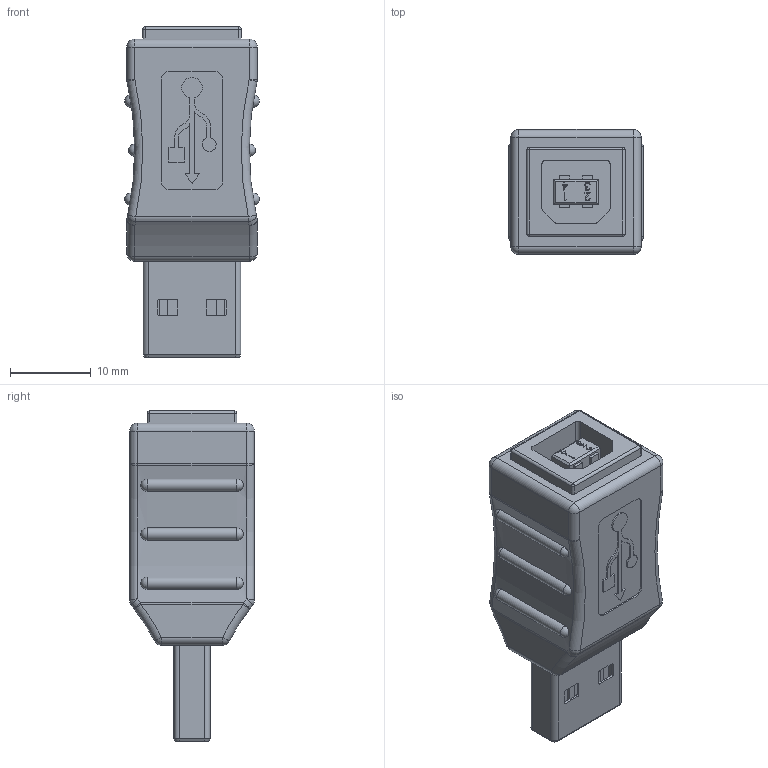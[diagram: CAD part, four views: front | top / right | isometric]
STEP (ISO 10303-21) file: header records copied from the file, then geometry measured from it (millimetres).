
FILE_DESCRIPTION (( 'STEP AP203' ), '1' );
FILE_NAME ('UAD010MF.STEP', '2014-06-24T13:40:12', ( 'x' ), ( '' ), 'SwSTEP 2.0', 'SolidWorks 2014', '' );
FILE_SCHEMA (( 'CONFIG_CONTROL_DESIGN' ));
Length unit declared in the file: millimetre
Products named in the file (1): UAD010MF
Bounding box: 16.73 x 15.5 x 41 mm (x, y, z)
Volume: 6455.9 mm3; surface area: 3607.4 mm2
Topology: 1 solids, 1 shells, 438 faces, 1176 edges, 738 vertices
Faces by surface type: plane 236, cylinder 101, bspline 51, sphere 36, torus 8, cone 6
Entity records: 16049 total; most frequent: CARTESIAN_POINT 5428, ORIENTED_EDGE 2272, DIRECTION 2040, EDGE_CURVE 1136, VECTOR 780, LINE 780, VERTEX_POINT 726, AXIS2_PLACEMENT_3D 630
